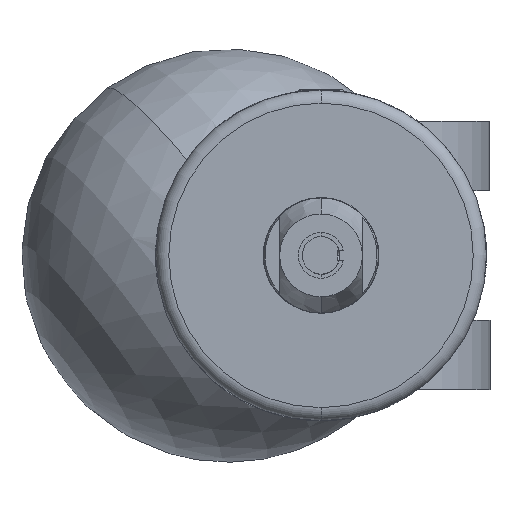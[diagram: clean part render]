
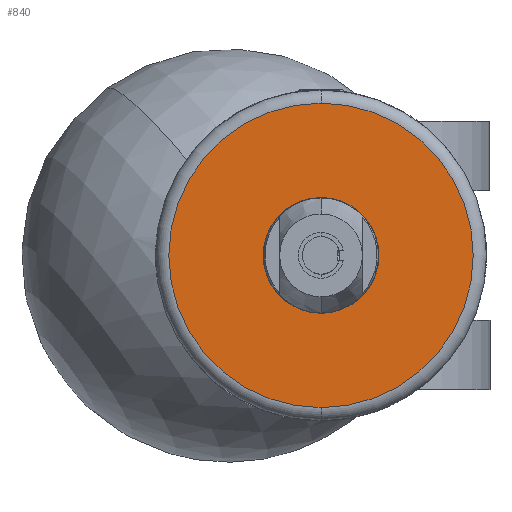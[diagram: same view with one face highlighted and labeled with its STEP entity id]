
A CAD part, left-side view. The second image highlights one B-rep face of the part: STEP entity #840.
In plain terms, the highlighted planar face has unit normal (-1, 0, 0).
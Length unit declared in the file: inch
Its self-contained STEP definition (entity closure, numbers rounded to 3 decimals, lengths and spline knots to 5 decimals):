
#644 = ORIENTED_EDGE ( 'NONE', *, *, #702, .F. ) ;
#683 = DIRECTION ( 'NONE',  ( 0., 0., -1. ) ) ;
#702 = EDGE_CURVE ( 'NONE', #8624, #7988, #5386, .T. ) ;
#840 = ADVANCED_FACE ( 'NONE', ( #4638, #10592 ), #7634, .F. ) ;
#930 = AXIS2_PLACEMENT_3D ( 'NONE', #4192, #8193, #3167 ) ;
#1773 = AXIS2_PLACEMENT_3D ( 'NONE', #5587, #10703, #7484 ) ;
#1835 = CARTESIAN_POINT ( 'NONE',  ( -0.0265, 0., -0.46 ) ) ;
#2264 = EDGE_CURVE ( 'NONE', #11838, #10077, #6937, .T. ) ;
#2755 = CARTESIAN_POINT ( 'NONE',  ( -0.0265, 0.5, 0. ) ) ;
#3167 = DIRECTION ( 'NONE',  ( 0., 0., -1. ) ) ;
#3301 = CARTESIAN_POINT ( 'NONE',  ( -0.0265, 0., 0. ) ) ;
#3312 = EDGE_LOOP ( 'NONE', ( #6540, #8217 ) ) ;
#3543 = DIRECTION ( 'NONE',  ( -1., 0., 0. ) ) ;
#3724 = CARTESIAN_POINT ( 'NONE',  ( -0.0265, 0., 0.46 ) ) ;
#4192 = CARTESIAN_POINT ( 'NONE',  ( -0.0265, 0., 0. ) ) ;
#4381 = DIRECTION ( 'NONE',  ( -1., 0., 0. ) ) ;
#4455 = CIRCLE ( 'NONE', #1773, 0.46 ) ;
#4638 = FACE_BOUND ( 'NONE', #5864, .T. ) ;
#5386 = CIRCLE ( 'NONE', #7461, 0.0805 ) ;
#5587 = CARTESIAN_POINT ( 'NONE',  ( -0.0265, 0., 0. ) ) ;
#5596 = DIRECTION ( 'NONE',  ( 1., 0., 0. ) ) ;
#5734 = CARTESIAN_POINT ( 'NONE',  ( -0.0265, 0., 0. ) ) ;
#5864 = EDGE_LOOP ( 'NONE', ( #644, #11137 ) ) ;
#6331 = DIRECTION ( 'NONE',  ( 0., 0., 1. ) ) ;
#6540 = ORIENTED_EDGE ( 'NONE', *, *, #11815, .T. ) ;
#6937 = CIRCLE ( 'NONE', #930, 0.46 ) ;
#7015 = AXIS2_PLACEMENT_3D ( 'NONE', #3301, #4381, #6331 ) ;
#7100 = EDGE_CURVE ( 'NONE', #7988, #8624, #9957, .T. ) ;
#7461 = AXIS2_PLACEMENT_3D ( 'NONE', #5734, #3543, #7708 ) ;
#7484 = DIRECTION ( 'NONE',  ( 0., 0., -1. ) ) ;
#7634 = PLANE ( 'NONE',  #12798 ) ;
#7708 = DIRECTION ( 'NONE',  ( 0., 0., 1. ) ) ;
#7988 = VERTEX_POINT ( 'NONE', #8452 ) ;
#8193 = DIRECTION ( 'NONE',  ( -1., 0., 0. ) ) ;
#8217 = ORIENTED_EDGE ( 'NONE', *, *, #2264, .T. ) ;
#8452 = CARTESIAN_POINT ( 'NONE',  ( -0.0265, 0., -0.0805 ) ) ;
#8624 = VERTEX_POINT ( 'NONE', #10180 ) ;
#9957 = CIRCLE ( 'NONE', #7015, 0.0805 ) ;
#10077 = VERTEX_POINT ( 'NONE', #1835 ) ;
#10180 = CARTESIAN_POINT ( 'NONE',  ( -0.0265, 0., 0.0805 ) ) ;
#10592 = FACE_OUTER_BOUND ( 'NONE', #3312, .T. ) ;
#10703 = DIRECTION ( 'NONE',  ( -1., 0., 0. ) ) ;
#11137 = ORIENTED_EDGE ( 'NONE', *, *, #7100, .F. ) ;
#11815 = EDGE_CURVE ( 'NONE', #10077, #11838, #4455, .T. ) ;
#11838 = VERTEX_POINT ( 'NONE', #3724 ) ;
#12798 = AXIS2_PLACEMENT_3D ( 'NONE', #2755, #5596, #683 ) ;
